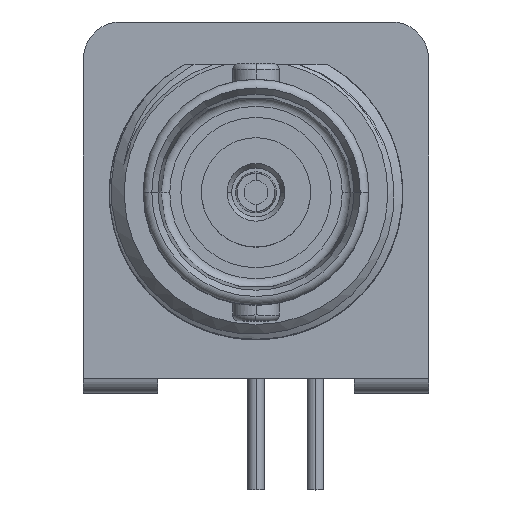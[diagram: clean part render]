
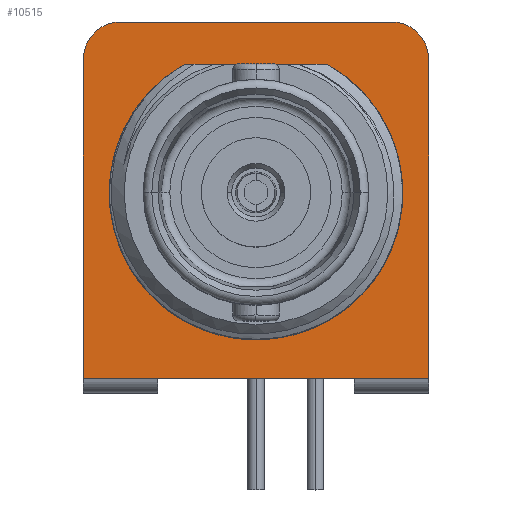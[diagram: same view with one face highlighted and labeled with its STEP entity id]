
A CAD part, top view. The second image highlights one B-rep face of the part: STEP entity #10515.
In plain terms, the highlighted planar face has unit normal (0, 0, 1).
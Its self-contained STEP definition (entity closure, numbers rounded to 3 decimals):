
#446=DIRECTION('',(-1.,0.,0.));
#447=VECTOR('',#446,6.086);
#448=CARTESIAN_POINT('',(3.043,5.486,-21.209));
#449=LINE('',#448,#447);
#1067=CARTESIAN_POINT('',(0.,0.,-21.209));
#1068=DIRECTION('',(0.,0.,1.));
#1069=DIRECTION('',(-0.485,0.874,0.));
#1070=AXIS2_PLACEMENT_3D('',#1067,#1068,#1069);
#2350=CARTESIAN_POINT('',(5.804,5.74,-21.209));
#2351=DIRECTION('',(0.,0.,-1.));
#2352=DIRECTION('',(0.,1.,0.));
#2353=AXIS2_PLACEMENT_3D('',#2350,#2351,#2352);
#2355=DIRECTION('',(0.,-1.,0.));
#2356=VECTOR('',#2355,13.665);
#2357=CARTESIAN_POINT('',(7.379,5.74,-21.209));
#2358=LINE('',#2357,#2356);
#2359=DIRECTION('',(-1.,0.,0.));
#2360=VECTOR('',#2359,14.757);
#2361=CARTESIAN_POINT('',(7.379,-7.925,-21.209));
#2362=LINE('',#2361,#2360);
#2363=DIRECTION('',(0.,1.,0.));
#2364=VECTOR('',#2363,13.665);
#2365=CARTESIAN_POINT('',(-7.379,-7.925,-21.209));
#2366=LINE('',#2365,#2364);
#2367=CARTESIAN_POINT('',(-5.804,5.74,-21.209));
#2368=DIRECTION('',(0.,0.,-1.));
#2369=DIRECTION('',(-1.,0.,0.));
#2370=AXIS2_PLACEMENT_3D('',#2367,#2368,#2369);
#2372=DIRECTION('',(1.,0.,0.));
#2373=VECTOR('',#2372,11.608);
#2374=CARTESIAN_POINT('',(-5.804,7.315,-21.209));
#2375=LINE('',#2374,#2373);
#3682=CARTESIAN_POINT('',(5.804,7.315,-21.209));
#3683=CARTESIAN_POINT('',(7.379,5.74,-21.209));
#3684=VERTEX_POINT('',#3682);
#3685=VERTEX_POINT('',#3683);
#3686=CARTESIAN_POINT('',(7.379,-7.925,-21.209));
#3687=VERTEX_POINT('',#3686);
#3688=CARTESIAN_POINT('',(-7.379,-7.925,-21.209));
#3689=VERTEX_POINT('',#3688);
#3690=CARTESIAN_POINT('',(-7.379,5.74,-21.209));
#3691=VERTEX_POINT('',#3690);
#3692=CARTESIAN_POINT('',(-5.804,7.315,-21.209));
#3693=VERTEX_POINT('',#3692);
#3702=CARTESIAN_POINT('',(3.043,5.486,-21.209));
#3704=VERTEX_POINT('',#3702);
#3982=CARTESIAN_POINT('',(-3.043,5.486,-21.209));
#3983=VERTEX_POINT('',#3982);
#10492=CARTESIAN_POINT('',(0.,0.,-21.209));
#10493=DIRECTION('',(0.,0.,1.));
#10494=DIRECTION('',(-1.,0.,0.));
#10495=AXIS2_PLACEMENT_3D('',#10492,#10493,#10494);
#10496=PLANE('',#10495);
#10498=ORIENTED_EDGE('',*,*,#10497,.T.);
#10500=ORIENTED_EDGE('',*,*,#10499,.T.);
#10502=ORIENTED_EDGE('',*,*,#10501,.T.);
#10504=ORIENTED_EDGE('',*,*,#10503,.T.);
#10506=ORIENTED_EDGE('',*,*,#10505,.T.);
#10508=ORIENTED_EDGE('',*,*,#10507,.T.);
#10509=EDGE_LOOP('',(#10498,#10500,#10502,#10504,#10506,#10508));
#10510=FACE_OUTER_BOUND('',#10509,.F.);
#10511=ORIENTED_EDGE('',*,*,#5159,.T.);
#10512=ORIENTED_EDGE('',*,*,#5033,.T.);
#10513=EDGE_LOOP('',(#10511,#10512));
#10514=FACE_BOUND('',#10513,.F.);
#1071=CIRCLE('',#1070,6.274);
#2354=CIRCLE('',#2353,1.575);
#2371=CIRCLE('',#2370,1.575);
#5033=EDGE_CURVE('',#3704,#3983,#449,.T.);
#5159=EDGE_CURVE('',#3983,#3704,#1071,.T.);
#10497=EDGE_CURVE('',#3684,#3685,#2354,.T.);
#10499=EDGE_CURVE('',#3685,#3687,#2358,.T.);
#10501=EDGE_CURVE('',#3687,#3689,#2362,.T.);
#10503=EDGE_CURVE('',#3689,#3691,#2366,.T.);
#10505=EDGE_CURVE('',#3691,#3693,#2371,.T.);
#10507=EDGE_CURVE('',#3693,#3684,#2375,.T.);
#10515=ADVANCED_FACE('',(#10510,#10514),#10496,.T.);
